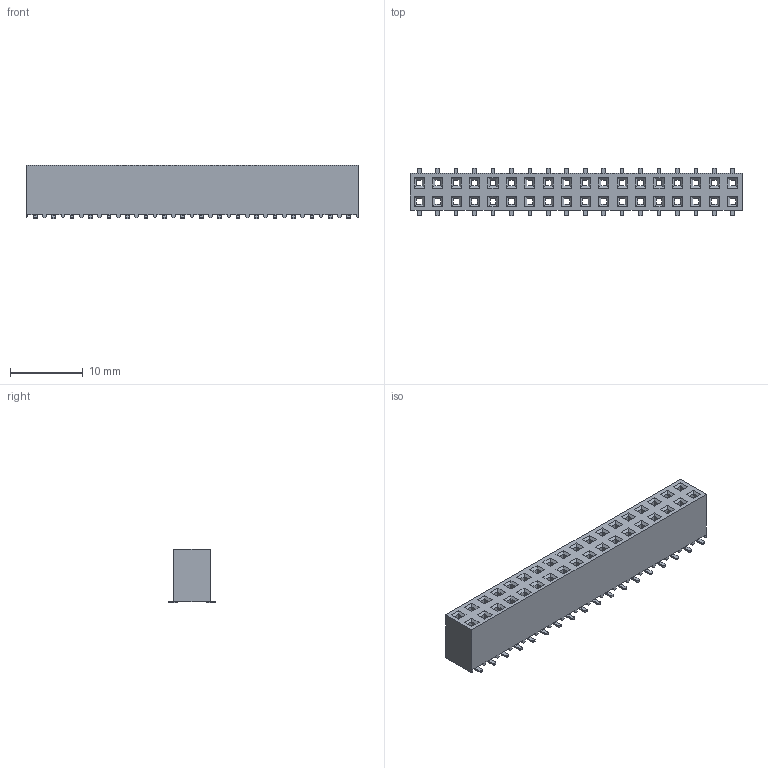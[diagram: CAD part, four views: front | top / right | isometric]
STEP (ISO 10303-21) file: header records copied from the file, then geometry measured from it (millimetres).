
FILE_DESCRIPTION(/* description */ (''),/* implementation_level */ '2;1');
FILE_NAME(/* name */ '963236-2000-XX-XX',/* time_stamp */ '2007-06-18T12:55:45+02:00',/* author */ (''),/* organization */ (''),/* preprocessor_version */ 'ST-DEVELOPER v9',/* originating_system */ 'UGS - NX 4.0',/* authorisation */ '');
FILE_SCHEMA (('AUTOMOTIVE_DESIGN { 1 0 10303 214 1 1 1 1 }'));
Length unit declared in the file: millimetre
Products named in the file (1): 963236-2000-XX-XX
Bounding box: 45.72 x 6.6 x 7.4 mm (x, y, z)
Volume: 1272.4 mm3; surface area: 2369.5 mm2
Topology: 1 solids, 1 shells, 942 faces, 2568 edges, 1664 vertices
Faces by surface type: plane 798, cylinder 144
Entity records: 29376 total; most frequent: CARTESIAN_POINT 5175, ORIENTED_EDGE 5136, DIRECTION 4742, EDGE_CURVE 2568, LINE 2280, VECTOR 2280, VERTEX_POINT 1664, AXIS2_PLACEMENT_3D 1231
